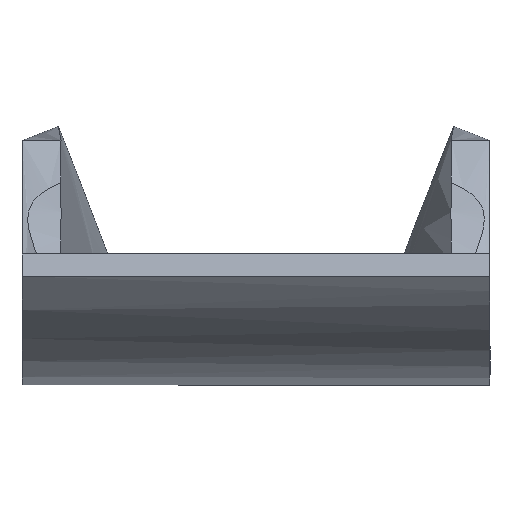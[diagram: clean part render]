
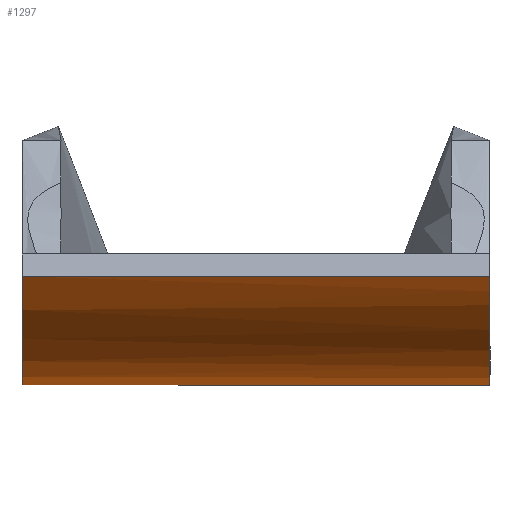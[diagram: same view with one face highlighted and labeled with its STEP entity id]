
A CAD part, left-side view. The second image highlights one B-rep face of the part: STEP entity #1297.
In plain terms, the highlighted cylindrical face has radius 16.5 mm (diameter 33 mm), a partial arc.
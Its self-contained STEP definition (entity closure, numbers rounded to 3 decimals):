
#9 = ORIENTED_EDGE ( 'NONE', *, *, #3161, .F. ) ;
#81 = EDGE_CURVE ( 'NONE', #2156, #2682, #724, .T. ) ;
#163 = FACE_OUTER_BOUND ( 'NONE', #731, .T. ) ;
#185 = CARTESIAN_POINT ( 'NONE',  ( -61.027, -15., -16.47 ) ) ;
#191 = CARTESIAN_POINT ( 'NONE',  ( -58.177, 15., -16.011 ) ) ;
#208 = CARTESIAN_POINT ( 'NONE',  ( -55.464, 15., -15.017 ) ) ;
#241 = VECTOR ( 'NONE', #1864, 1000. ) ;
#299 = CARTESIAN_POINT ( 'NONE',  ( -71.979, 15., -13.608 ) ) ;
#471 = CARTESIAN_POINT ( 'NONE',  ( -73.098, -15., -12.692 ) ) ;
#478 = CARTESIAN_POINT ( 'NONE',  ( -53.798, 15., -14.052 ) ) ;
#518 = CARTESIAN_POINT ( 'NONE',  ( -53.013, -15., -13.5 ) ) ;
#524 = CARTESIAN_POINT ( 'NONE',  ( -66.756, 15., -16.028 ) ) ;
#594 = CARTESIAN_POINT ( 'NONE',  ( -75.991, 15., -9.5 ) ) ;
#673 = LINE ( 'NONE', #992, #1854 ) ;
#724 = B_SPLINE_CURVE_WITH_KNOTS ( 'NONE', 3,
 ( #3141, #478, #208, #191, #2583, #3526, #524, #860, #299, #1994, #1703, #837 ),
 .UNSPECIFIED., .F., .F.,
 ( 4, 1, 1, 1, 1, 1, 1, 1, 1, 4 ),
 ( 0., 0.111, 0.222, 0.333, 0.444, 0.556, 0.667, 0.778, 0.889, 1. ),
 .UNSPECIFIED. ) ;
#731 = EDGE_LOOP ( 'NONE', ( #3812, #3795, #1611, #3121, #3263, #9 ) ) ;
#744 = AXIS2_PLACEMENT_3D ( 'NONE', #3587, #1464, #830 ) ;
#762 = B_SPLINE_CURVE_WITH_KNOTS ( 'NONE', 3,
 ( #518, #1409, #2283, #773, #1942, #3136, #185, #1697, #2527, #3484, #3759, #2599, #2254, #1644, #471, #2884, #3454, #3465 ),
 .UNSPECIFIED., .F., .F.,
 ( 4, 2, 2, 2, 2, 2, 2, 2, 4 ),
 ( 0., 0.125, 0.25, 0.375, 0.5, 0.625, 0.75, 0.875, 1. ),
 .UNSPECIFIED. ) ;
#773 = CARTESIAN_POINT ( 'NONE',  ( -56.814, -15., -15.527 ) ) ;
#791 = DIRECTION ( 'NONE',  ( 0., 1., 0. ) ) ;
#830 = DIRECTION ( 'NONE',  ( 0.575, 0., -0.818 ) ) ;
#837 = CARTESIAN_POINT ( 'NONE',  ( -75.991, 15., -9.5 ) ) ;
#860 = CARTESIAN_POINT ( 'NONE',  ( -69.473, 15., -15.046 ) ) ;
#992 = CARTESIAN_POINT ( 'NONE',  ( -75.991, -15., -9.5 ) ) ;
#1084 = EDGE_CURVE ( 'NONE', #1361, #1353, #762, .T. ) ;
#1289 = CARTESIAN_POINT ( 'NONE',  ( -53.013, 0., -13.5 ) ) ;
#1297 = ADVANCED_FACE ( 'NONE', ( #163 ), #1341, .T. ) ;
#1341 = CYLINDRICAL_SURFACE ( 'NONE', #744, 16.5 ) ;
#1353 = VERTEX_POINT ( 'NONE', #3518 ) ;
#1361 = VERTEX_POINT ( 'NONE', #2032 ) ;
#1409 = CARTESIAN_POINT ( 'NONE',  ( -53.896, -15., -14.121 ) ) ;
#1464 = DIRECTION ( 'NONE',  ( 0., 1., 0. ) ) ;
#1500 = EDGE_CURVE ( 'NONE', #1353, #2682, #673, .T. ) ;
#1593 = DIRECTION ( 'NONE',  ( 0., 1., 0. ) ) ;
#1600 = VECTOR ( 'NONE', #1593, 1000. ) ;
#1611 = ORIENTED_EDGE ( 'NONE', *, *, #1500, .T. ) ;
#1644 = CARTESIAN_POINT ( 'NONE',  ( -72.243, -15., -13.36 ) ) ;
#1697 = CARTESIAN_POINT ( 'NONE',  ( -63.185, -15., -16.521 ) ) ;
#1703 = CARTESIAN_POINT ( 'NONE',  ( -75.438, 15., -10.284 ) ) ;
#1854 = VECTOR ( 'NONE', #2194, 1000. ) ;
#1864 = DIRECTION ( 'NONE',  ( 0., 1., 0. ) ) ;
#1942 = CARTESIAN_POINT ( 'NONE',  ( -57.844, -15., -15.866 ) ) ;
#1994 = CARTESIAN_POINT ( 'NONE',  ( -74.197, 15., -11.757 ) ) ;
#2011 = VERTEX_POINT ( 'NONE', #3257 ) ;
#2032 = CARTESIAN_POINT ( 'NONE',  ( -53.013, -15., -13.5 ) ) ;
#2156 = VERTEX_POINT ( 'NONE', #3636 ) ;
#2194 = DIRECTION ( 'NONE',  ( 0., 1., 0. ) ) ;
#2214 = VERTEX_POINT ( 'NONE', #2953 ) ;
#2254 = CARTESIAN_POINT ( 'NONE',  ( -70.42, -15., -14.515 ) ) ;
#2259 = LINE ( 'NONE', #3457, #3034 ) ;
#2283 = CARTESIAN_POINT ( 'NONE',  ( -54.84, -15., -14.654 ) ) ;
#2527 = CARTESIAN_POINT ( 'NONE',  ( -64.267, -15., -16.441 ) ) ;
#2583 = CARTESIAN_POINT ( 'NONE',  ( -61.021, 15., -16.518 ) ) ;
#2599 = CARTESIAN_POINT ( 'NONE',  ( -69.452, -15., -15.003 ) ) ;
#2674 = LINE ( 'NONE', #3586, #241 ) ;
#2682 = VERTEX_POINT ( 'NONE', #594 ) ;
#2884 = CARTESIAN_POINT ( 'NONE',  ( -74.661, -15., -11.204 ) ) ;
#2953 = CARTESIAN_POINT ( 'NONE',  ( -53.013, 10.225, -13.5 ) ) ;
#3016 = LINE ( 'NONE', #1289, #1600 ) ;
#3034 = VECTOR ( 'NONE', #791, 1000. ) ;
#3121 = ORIENTED_EDGE ( 'NONE', *, *, #81, .F. ) ;
#3136 = CARTESIAN_POINT ( 'NONE',  ( -59.951, -15., -16.338 ) ) ;
#3141 = CARTESIAN_POINT ( 'NONE',  ( -53.013, 15., -13.5 ) ) ;
#3161 = EDGE_CURVE ( 'NONE', #2011, #2214, #2259, .T. ) ;
#3257 = CARTESIAN_POINT ( 'NONE',  ( -53.013, -10.225, -13.5 ) ) ;
#3263 = ORIENTED_EDGE ( 'NONE', *, *, #3444, .F. ) ;
#3273 = EDGE_CURVE ( 'NONE', #1361, #2011, #3016, .T. ) ;
#3444 = EDGE_CURVE ( 'NONE', #2214, #2156, #2674, .T. ) ;
#3454 = CARTESIAN_POINT ( 'NONE',  ( -75.369, -15., -10.382 ) ) ;
#3457 = CARTESIAN_POINT ( 'NONE',  ( -53.013, -10.225, -13.5 ) ) ;
#3465 = CARTESIAN_POINT ( 'NONE',  ( -75.991, -15., -9.5 ) ) ;
#3484 = CARTESIAN_POINT ( 'NONE',  ( -66.393, -15., -16.07 ) ) ;
#3518 = CARTESIAN_POINT ( 'NONE',  ( -75.991, -15., -9.5 ) ) ;
#3526 = CARTESIAN_POINT ( 'NONE',  ( -63.91, 15., -16.524 ) ) ;
#3586 = CARTESIAN_POINT ( 'NONE',  ( -53.013, 0., -13.5 ) ) ;
#3587 = CARTESIAN_POINT ( 'NONE',  ( -62.5, 0., 0. ) ) ;
#3636 = CARTESIAN_POINT ( 'NONE',  ( -53.013, 15., -13.5 ) ) ;
#3759 = CARTESIAN_POINT ( 'NONE',  ( -67.438, -15., -15.781 ) ) ;
#3795 = ORIENTED_EDGE ( 'NONE', *, *, #1084, .T. ) ;
#3812 = ORIENTED_EDGE ( 'NONE', *, *, #3273, .F. ) ;
